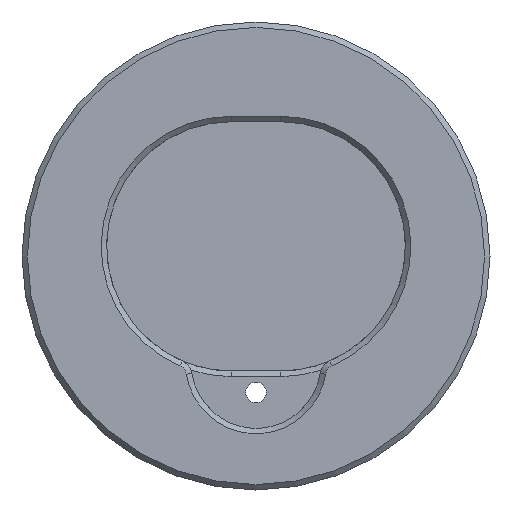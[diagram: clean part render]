
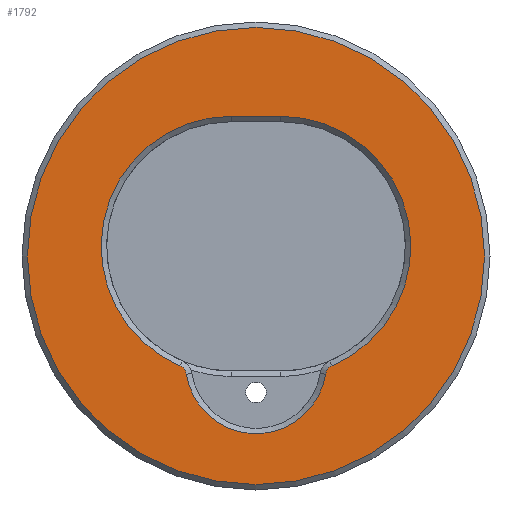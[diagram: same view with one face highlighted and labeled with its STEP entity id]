
A CAD part, front view. The second image highlights one B-rep face of the part: STEP entity #1792.
In plain terms, the highlighted planar face has unit normal (0, -1, 0).
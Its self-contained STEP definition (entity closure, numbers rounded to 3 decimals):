
#35=FACE_BOUND('',#298,.T.);
#69=PLANE('',#1974);
#185=FACE_OUTER_BOUND('',#297,.T.);
#297=EDGE_LOOP('',(#1502));
#298=EDGE_LOOP('',(#1503,#1504,#1505,#1506,#1507,#1508));
#410=CIRCLE('',#1973,21.09);
#411=CIRCLE('',#1975,12.);
#412=CIRCLE('',#1976,1.);
#413=CIRCLE('',#1977,6.5);
#414=CIRCLE('',#1978,1.);
#415=CIRCLE('',#1979,12.);
#567=LINE('',#4768,#680);
#680=VECTOR('',#2391,10.);
#852=VERTEX_POINT('',#4753);
#853=VERTEX_POINT('',#4757);
#854=VERTEX_POINT('',#4758);
#855=VERTEX_POINT('',#4760);
#856=VERTEX_POINT('',#4762);
#857=VERTEX_POINT('',#4764);
#858=VERTEX_POINT('',#4766);
#1088=EDGE_CURVE('',#852,#852,#410,.T.);
#1089=EDGE_CURVE('',#853,#854,#411,.T.);
#1090=EDGE_CURVE('',#855,#853,#412,.T.);
#1091=EDGE_CURVE('',#856,#855,#413,.T.);
#1092=EDGE_CURVE('',#857,#856,#414,.T.);
#1093=EDGE_CURVE('',#858,#857,#415,.T.);
#1094=EDGE_CURVE('',#854,#858,#567,.T.);
#1502=ORIENTED_EDGE('',*,*,#1088,.F.);
#1503=ORIENTED_EDGE('',*,*,#1089,.F.);
#1504=ORIENTED_EDGE('',*,*,#1090,.F.);
#1505=ORIENTED_EDGE('',*,*,#1091,.F.);
#1506=ORIENTED_EDGE('',*,*,#1092,.F.);
#1507=ORIENTED_EDGE('',*,*,#1093,.F.);
#1508=ORIENTED_EDGE('',*,*,#1094,.F.);
#1792=ADVANCED_FACE('',(#185,#35),#69,.F.);
#1973=AXIS2_PLACEMENT_3D('',#4755,#2377,#2378);
#1974=AXIS2_PLACEMENT_3D('',#4756,#2379,#2380);
#1975=AXIS2_PLACEMENT_3D('',#4759,#2381,#2382);
#1976=AXIS2_PLACEMENT_3D('',#4761,#2383,#2384);
#1977=AXIS2_PLACEMENT_3D('',#4763,#2385,#2386);
#1978=AXIS2_PLACEMENT_3D('',#4765,#2387,#2388);
#1979=AXIS2_PLACEMENT_3D('',#4767,#2389,#2390);
#2377=DIRECTION('center_axis',(0.,1.,0.));
#2378=DIRECTION('ref_axis',(1.,0.,0.));
#2379=DIRECTION('center_axis',(0.,1.,0.));
#2380=DIRECTION('ref_axis',(1.,0.,0.));
#2381=DIRECTION('center_axis',(0.,-1.,0.));
#2382=DIRECTION('ref_axis',(1.,0.,0.));
#2383=DIRECTION('center_axis',(0.,1.,0.));
#2384=DIRECTION('ref_axis',(-0.79,0.,0.613));
#2385=DIRECTION('center_axis',(0.,-1.,0.));
#2386=DIRECTION('ref_axis',(1.,0.,0.));
#2387=DIRECTION('center_axis',(0.,1.,0.));
#2388=DIRECTION('ref_axis',(0.79,0.,0.613));
#2389=DIRECTION('center_axis',(0.,-1.,0.));
#2390=DIRECTION('ref_axis',(-1.,0.,0.));
#2391=DIRECTION('',(-1.,0.,0.));
#4753=CARTESIAN_POINT('',(-21.09,0.,0.));
#4755=CARTESIAN_POINT('Origin',(0.,0.,0.));
#4756=CARTESIAN_POINT('Origin',(0.,0.,0.));
#4757=CARTESIAN_POINT('',(7.016,0.,-10.138));
#4758=CARTESIAN_POINT('',(2.286,0.,12.89));
#4759=CARTESIAN_POINT('Origin',(2.286,0.,0.89));
#4760=CARTESIAN_POINT('',(6.422,0.,-10.903));
#4761=CARTESIAN_POINT('Origin',(7.41,0.,-11.058));
#4762=CARTESIAN_POINT('',(-6.422,0.,-10.903));
#4763=CARTESIAN_POINT('Origin',(0.,0.,-9.9));
#4764=CARTESIAN_POINT('',(-7.016,0.,-10.138));
#4765=CARTESIAN_POINT('Origin',(-7.41,0.,-11.058));
#4766=CARTESIAN_POINT('',(-2.286,0.,12.89));
#4767=CARTESIAN_POINT('Origin',(-2.286,0.,0.89));
#4768=CARTESIAN_POINT('',(-1.143,0.,12.89));
